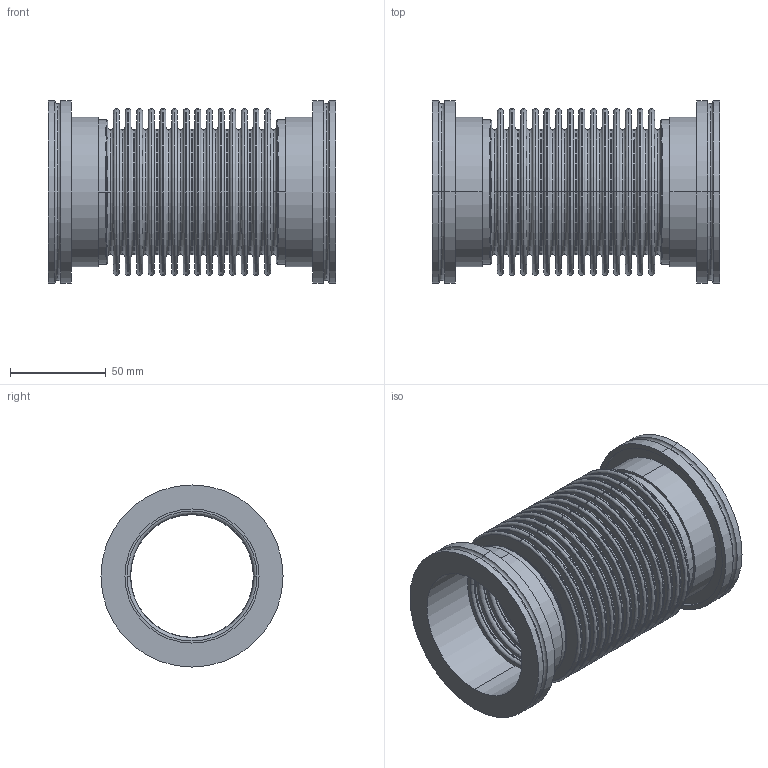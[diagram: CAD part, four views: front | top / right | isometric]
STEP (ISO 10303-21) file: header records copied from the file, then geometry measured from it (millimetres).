
FILE_DESCRIPTION (( 'STEP AP214' ), '1' );
FILE_NAME ('320SFK063-150.stp', '2017-06-02T08:41:43', ( '' ), ( '' ), 'SwSTEP 2.0', 'SolidWorks 2015', '' );
FILE_SCHEMA (( 'AUTOMOTIVE_DESIGN' ));
Length unit declared in the file: millimetre
Products named in the file (1): 320SFK063-150
Bounding box: 150 x 95 x 95 mm (x, y, z)
Volume: 144943.2 mm3; surface area: 219764.6 mm2
Topology: 1 solids, 1 shells, 468 faces, 940 edges, 544 vertices
Faces by surface type: torus 248, cylinder 148, plane 72
Entity records: 17538 total; most frequent: DIRECTION 2670, CARTESIAN_POINT 1953, ORIENTED_EDGE 1880, AXIS2_PLACEMENT_3D 1261, EDGE_CURVE 940, CIRCLE 792, VERTEX_POINT 544, EDGE_LOOP 540
